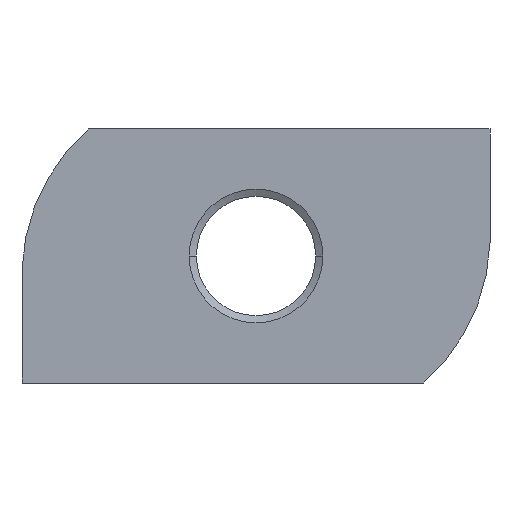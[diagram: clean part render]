
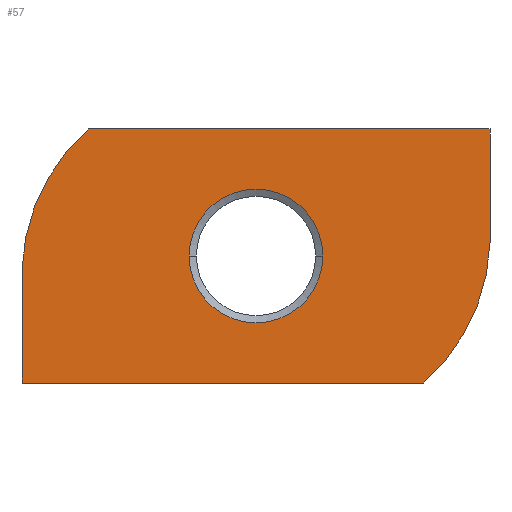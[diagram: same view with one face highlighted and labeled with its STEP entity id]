
A CAD part, front view. The second image highlights one B-rep face of the part: STEP entity #57.
In plain terms, the highlighted planar face has unit normal (0, -1, 0).
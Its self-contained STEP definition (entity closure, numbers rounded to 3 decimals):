
#6 = VERTEX_POINT ( 'NONE', #135 ) ;
#14 = LINE ( 'NONE', #147, #417 ) ;
#18 = ORIENTED_EDGE ( 'NONE', *, *, #401, .F. ) ;
#23 = CARTESIAN_POINT ( 'NONE',  ( 17.5, 0., 1. ) ) ;
#25 = DIRECTION ( 'NONE',  ( 0., 0., 1. ) ) ;
#30 = EDGE_LOOP ( 'NONE', ( #238, #367, #116, #18, #405, #325 ) ) ;
#33 = CARTESIAN_POINT ( 'NONE',  ( 17.5, 0., 9.5 ) ) ;
#39 = CARTESIAN_POINT ( 'NONE',  ( 17.5, 0., 1. ) ) ;
#43 = EDGE_CURVE ( 'NONE', #248, #50, #187, .T. ) ;
#50 = VERTEX_POINT ( 'NONE', #353 ) ;
#52 = AXIS2_PLACEMENT_3D ( 'NONE', #357, #296, #261 ) ;
#57 = ADVANCED_FACE ( 'NONE', ( #322, #89 ), #99, .F. ) ;
#61 = VERTEX_POINT ( 'NONE', #160 ) ;
#72 = DIRECTION ( 'NONE',  ( -1., 0., 0. ) ) ;
#82 = CIRCLE ( 'NONE', #344, 5. ) ;
#89 = FACE_OUTER_BOUND ( 'NONE', #30, .T. ) ;
#90 = CARTESIAN_POINT ( 'NONE',  ( -17.5, 0., -9.5 ) ) ;
#99 = PLANE ( 'NONE',  #52 ) ;
#111 = EDGE_CURVE ( 'NONE', #356, #317, #354, .T. ) ;
#116 = ORIENTED_EDGE ( 'NONE', *, *, #242, .F. ) ;
#126 = CARTESIAN_POINT ( 'NONE',  ( -2.967, 0., -1.48 ) ) ;
#134 = CARTESIAN_POINT ( 'NONE',  ( 0., 0., 0. ) ) ;
#135 = CARTESIAN_POINT ( 'NONE',  ( 12.5, 0., -9.5 ) ) ;
#137 = LINE ( 'NONE', #90, #213 ) ;
#147 = CARTESIAN_POINT ( 'NONE',  ( 12.5, 0., -9.5 ) ) ;
#160 = CARTESIAN_POINT ( 'NONE',  ( -17.5, 0., -9.5 ) ) ;
#161 = CARTESIAN_POINT ( 'NONE',  ( 2.967, 0., 1.48 ) ) ;
#163 = VERTEX_POINT ( 'NONE', #336 ) ;
#168 = DIRECTION ( 'NONE',  ( 0., 1., 0. ) ) ;
#187 = CIRCLE ( 'NONE', #427, 5. ) ;
#189 = CARTESIAN_POINT ( 'NONE',  ( 0., 0., 0. ) ) ;
#199 = DIRECTION ( 'NONE',  ( 0., 1., 0. ) ) ;
#213 = VECTOR ( 'NONE', #232, 1000. ) ;
#225 = DIRECTION ( 'NONE',  ( 0., 1., 0. ) ) ;
#232 = DIRECTION ( 'NONE',  ( 0., 0., 1. ) ) ;
#238 = ORIENTED_EDGE ( 'NONE', *, *, #307, .F. ) ;
#242 = EDGE_CURVE ( 'NONE', #6, #61, #14, .T. ) ;
#247 = EDGE_LOOP ( 'NONE', ( #370, #268 ) ) ;
#248 = VERTEX_POINT ( 'NONE', #274 ) ;
#261 = DIRECTION ( 'NONE',  ( 0., 0., -1. ) ) ;
#268 = ORIENTED_EDGE ( 'NONE', *, *, #302, .T. ) ;
#270 = VECTOR ( 'NONE', #293, 1000. ) ;
#274 = CARTESIAN_POINT ( 'NONE',  ( -5., 0., 0. ) ) ;
#288 = CIRCLE ( 'NONE', #321, 14.541 ) ;
#293 = DIRECTION ( 'NONE',  ( -1., 0., 0. ) ) ;
#296 = DIRECTION ( 'NONE',  ( 0., 1., 0. ) ) ;
#300 = DIRECTION ( 'NONE',  ( 1., 0., 0. ) ) ;
#302 = EDGE_CURVE ( 'NONE', #50, #248, #82, .T. ) ;
#303 = DIRECTION ( 'NONE',  ( -1., 0., 0. ) ) ;
#307 = EDGE_CURVE ( 'NONE', #163, #430, #288, .T. ) ;
#316 = VECTOR ( 'NONE', #25, 1000. ) ;
#317 = VERTEX_POINT ( 'NONE', #33 ) ;
#321 = AXIS2_PLACEMENT_3D ( 'NONE', #126, #199, #366 ) ;
#322 = FACE_BOUND ( 'NONE', #247, .T. ) ;
#323 = DIRECTION ( 'NONE',  ( -1., 0., 0. ) ) ;
#324 = LINE ( 'NONE', #333, #270 ) ;
#325 = ORIENTED_EDGE ( 'NONE', *, *, #346, .T. ) ;
#333 = CARTESIAN_POINT ( 'NONE',  ( 17.5, 0., 9.5 ) ) ;
#336 = CARTESIAN_POINT ( 'NONE',  ( -17.5, 0., -1. ) ) ;
#344 = AXIS2_PLACEMENT_3D ( 'NONE', #134, #397, #303 ) ;
#346 = EDGE_CURVE ( 'NONE', #317, #430, #324, .T. ) ;
#353 = CARTESIAN_POINT ( 'NONE',  ( 5., 0., 0. ) ) ;
#354 = LINE ( 'NONE', #23, #316 ) ;
#356 = VERTEX_POINT ( 'NONE', #39 ) ;
#357 = CARTESIAN_POINT ( 'NONE',  ( 0., 0., 0. ) ) ;
#365 = CARTESIAN_POINT ( 'NONE',  ( -12.5, 0., 9.5 ) ) ;
#366 = DIRECTION ( 'NONE',  ( 1., 0., 0. ) ) ;
#367 = ORIENTED_EDGE ( 'NONE', *, *, #414, .F. ) ;
#370 = ORIENTED_EDGE ( 'NONE', *, *, #43, .T. ) ;
#376 = CIRCLE ( 'NONE', #398, 14.541 ) ;
#397 = DIRECTION ( 'NONE',  ( 0., 1., 0. ) ) ;
#398 = AXIS2_PLACEMENT_3D ( 'NONE', #161, #168, #300 ) ;
#401 = EDGE_CURVE ( 'NONE', #356, #6, #376, .T. ) ;
#405 = ORIENTED_EDGE ( 'NONE', *, *, #111, .T. ) ;
#414 = EDGE_CURVE ( 'NONE', #61, #163, #137, .T. ) ;
#417 = VECTOR ( 'NONE', #72, 1000. ) ;
#427 = AXIS2_PLACEMENT_3D ( 'NONE', #189, #225, #323 ) ;
#430 = VERTEX_POINT ( 'NONE', #365 ) ;
